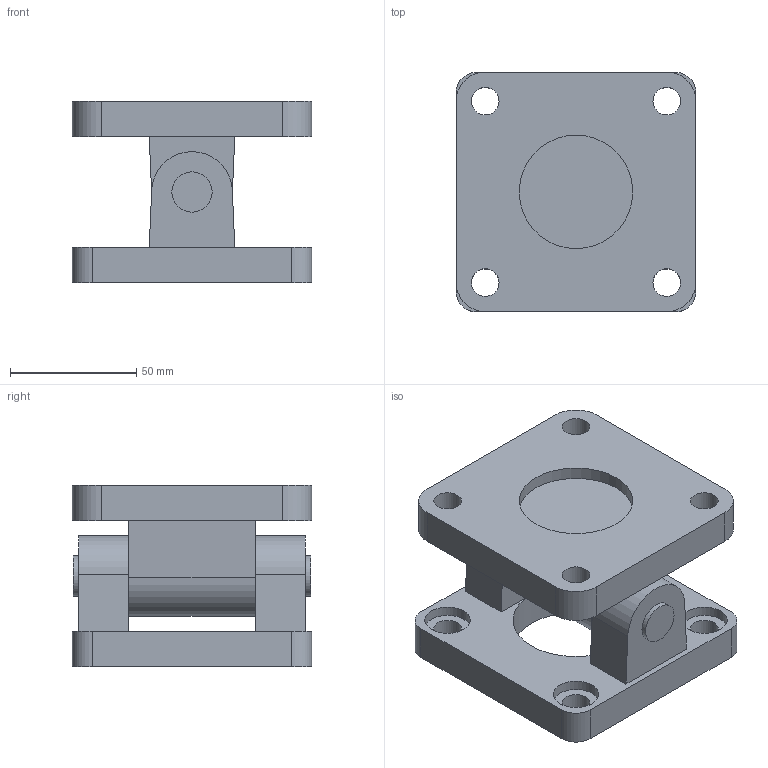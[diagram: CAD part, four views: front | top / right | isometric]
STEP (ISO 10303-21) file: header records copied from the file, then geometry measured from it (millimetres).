
FILE_DESCRIPTION((''),'2;1');
FILE_NAME('1320_80_22F.stp','2006-07-11T17:46:43',('rivolro1'),(''),'Autodesk Inventor 11','Autodesk Inventor 11','');
FILE_SCHEMA(('AUTOMOTIVE_DESIGN { 1 0 10303 214 1 1 1 1 }'));
Length unit declared in the file: millimetre
Products named in the file (3): 1320_80_22F; 1320_80_22F(A); 1320_80_22F(B)
Assembly tree (2 placements, depth 2):
  1320_80_22F
    1320_80_22F(A)
    1320_80_22F(B)
Bounding box: 95 x 95 x 72 mm (x, y, z)
Volume: 301481.5 mm3; surface area: 64587.8 mm2
Topology: 2 solids, 2 shells, 68 faces, 155 edges, 103 vertices
Faces by surface type: bspline 28, plane 26, cylinder 14
Full cylindrical faces by diameter (mm): 16 x3
Entity records: 2177 total; most frequent: CARTESIAN_POINT 655, DIRECTION 288, ORIENTED_EDGE 262, EDGE_CURVE 131, EDGE_LOOP 124, AXIS2_PLACEMENT_3D 112, VERTEX_POINT 101, FACE_OUTER_BOUND 68
